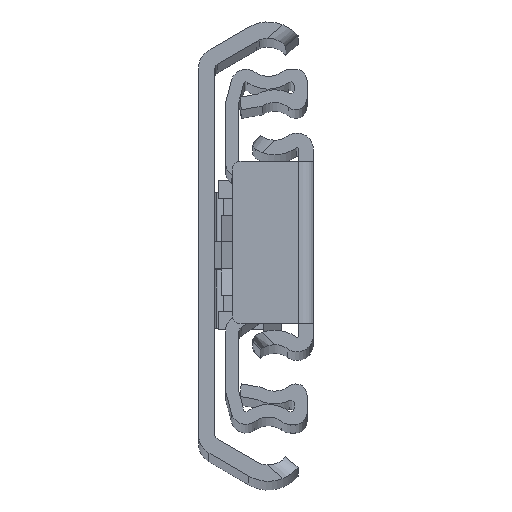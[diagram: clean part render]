
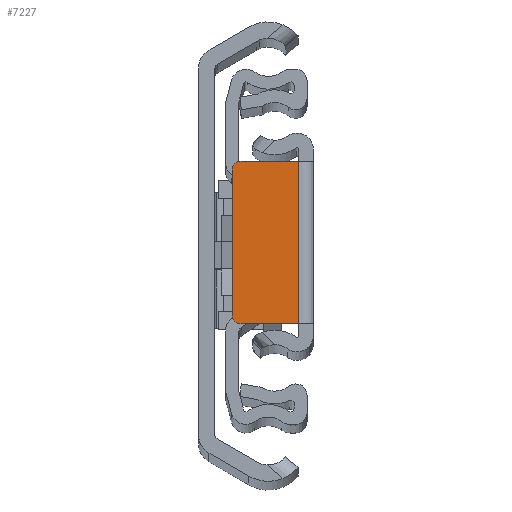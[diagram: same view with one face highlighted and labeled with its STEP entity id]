
A CAD part, top view. The second image highlights one B-rep face of the part: STEP entity #7227.
In plain terms, the highlighted planar face has unit normal (0, 0, 1).
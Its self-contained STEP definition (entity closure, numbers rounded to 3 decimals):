
#120 = CARTESIAN_POINT ( 'NONE',  ( -8., 9., 1.6 ) ) ;
#209 = EDGE_CURVE ( 'NONE', #4972, #2850, #10242, .T. ) ;
#231 = EDGE_CURVE ( 'NONE', #3425, #1233, #8267, .T. ) ;
#461 = CARTESIAN_POINT ( 'NONE',  ( -1.6, -9., 1.6 ) ) ;
#873 = DIRECTION ( 'NONE',  ( 0., 1., 0. ) ) ;
#935 = VECTOR ( 'NONE', #9249, 1000. ) ;
#946 = AXIS2_PLACEMENT_3D ( 'NONE', #4751, #11454, #9633 ) ;
#1233 = VERTEX_POINT ( 'NONE', #3256 ) ;
#1472 = CARTESIAN_POINT ( 'NONE',  ( -8., -8., 1.6 ) ) ;
#1479 = DIRECTION ( 'NONE',  ( 0., 1., 0. ) ) ;
#1539 = LINE ( 'NONE', #2214, #2137 ) ;
#2137 = VECTOR ( 'NONE', #1479, 1000. ) ;
#2156 = FACE_OUTER_BOUND ( 'NONE', #3139, .T. ) ;
#2214 = CARTESIAN_POINT ( 'NONE',  ( -1.6, 9., 1.6 ) ) ;
#2336 = EDGE_CURVE ( 'NONE', #5550, #4465, #7348, .T. ) ;
#2850 = VERTEX_POINT ( 'NONE', #120 ) ;
#2904 = ORIENTED_EDGE ( 'NONE', *, *, #9394, .T. ) ;
#3139 = EDGE_LOOP ( 'NONE', ( #11754, #9144, #3182, #3898, #7390, #2904 ) ) ;
#3182 = ORIENTED_EDGE ( 'NONE', *, *, #2336, .F. ) ;
#3256 = CARTESIAN_POINT ( 'NONE',  ( -9., 8., 1.6 ) ) ;
#3425 = VERTEX_POINT ( 'NONE', #8153 ) ;
#3792 = CARTESIAN_POINT ( 'NONE',  ( -8., -9., 1.6 ) ) ;
#3898 = ORIENTED_EDGE ( 'NONE', *, *, #8618, .T. ) ;
#4465 = VERTEX_POINT ( 'NONE', #3792 ) ;
#4594 = CARTESIAN_POINT ( 'NONE',  ( 0., -9., 1.6 ) ) ;
#4751 = CARTESIAN_POINT ( 'NONE',  ( 0., 9., 1.6 ) ) ;
#4972 = VERTEX_POINT ( 'NONE', #5614 ) ;
#5053 = EDGE_CURVE ( 'NONE', #3425, #4465, #8800, .T. ) ;
#5467 = CARTESIAN_POINT ( 'NONE',  ( 0., 9., 1.6 ) ) ;
#5550 = VERTEX_POINT ( 'NONE', #461 ) ;
#5614 = CARTESIAN_POINT ( 'NONE',  ( -1.6, 9., 1.6 ) ) ;
#5925 = AXIS2_PLACEMENT_3D ( 'NONE', #10466, #7529, #11432 ) ;
#6609 = DIRECTION ( 'NONE',  ( -1., 0., 0. ) ) ;
#7227 = ADVANCED_FACE ( 'NONE', ( #2156 ), #9399, .T. ) ;
#7348 = LINE ( 'NONE', #4594, #10039 ) ;
#7390 = ORIENTED_EDGE ( 'NONE', *, *, #209, .T. ) ;
#7529 = DIRECTION ( 'NONE',  ( 0., 0., 1. ) ) ;
#8153 = CARTESIAN_POINT ( 'NONE',  ( -9., -8., 1.6 ) ) ;
#8208 = CARTESIAN_POINT ( 'NONE',  ( -9., 0., 1.6 ) ) ;
#8267 = LINE ( 'NONE', #8208, #8739 ) ;
#8462 = CIRCLE ( 'NONE', #5925, 1. ) ;
#8618 = EDGE_CURVE ( 'NONE', #5550, #4972, #1539, .T. ) ;
#8739 = VECTOR ( 'NONE', #873, 1000. ) ;
#8800 = CIRCLE ( 'NONE', #10575, 1. ) ;
#8811 = DIRECTION ( 'NONE',  ( 0., 0., 1. ) ) ;
#9144 = ORIENTED_EDGE ( 'NONE', *, *, #5053, .T. ) ;
#9249 = DIRECTION ( 'NONE',  ( -1., 0., 0. ) ) ;
#9394 = EDGE_CURVE ( 'NONE', #2850, #1233, #8462, .T. ) ;
#9399 = PLANE ( 'NONE',  #946 ) ;
#9633 = DIRECTION ( 'NONE',  ( 0., -1., 0. ) ) ;
#9684 = DIRECTION ( 'NONE',  ( 0., -1., 0. ) ) ;
#10039 = VECTOR ( 'NONE', #6609, 1000. ) ;
#10242 = LINE ( 'NONE', #5467, #935 ) ;
#10466 = CARTESIAN_POINT ( 'NONE',  ( -8., 8., 1.6 ) ) ;
#10575 = AXIS2_PLACEMENT_3D ( 'NONE', #1472, #8811, #9684 ) ;
#11432 = DIRECTION ( 'NONE',  ( 0., -1., 0. ) ) ;
#11454 = DIRECTION ( 'NONE',  ( 0., 0., 1. ) ) ;
#11754 = ORIENTED_EDGE ( 'NONE', *, *, #231, .F. ) ;
